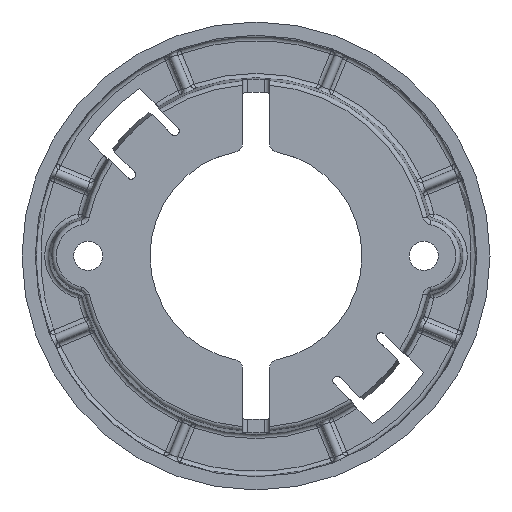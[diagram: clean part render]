
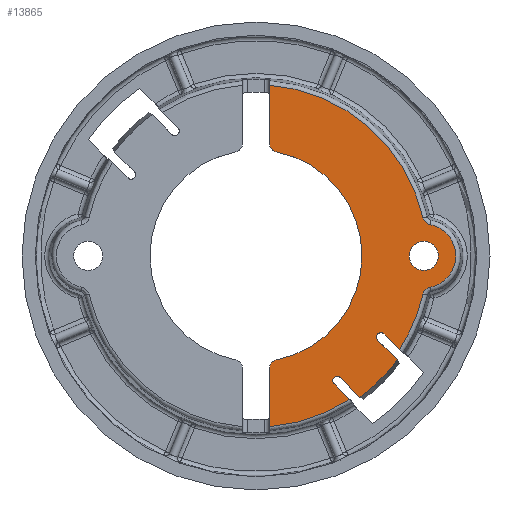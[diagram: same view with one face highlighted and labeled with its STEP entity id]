
A CAD part, top view. The second image highlights one B-rep face of the part: STEP entity #13865.
In plain terms, the highlighted planar face has unit normal (0, 0, 1).
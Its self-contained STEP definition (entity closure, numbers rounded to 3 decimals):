
#1214=CARTESIAN_POINT('',(19.,0.,0.));
#1215=DIRECTION('',(0.,0.,-1.));
#1216=DIRECTION('',(1.,0.,0.));
#1217=AXIS2_PLACEMENT_3D('',#1214,#1215,#1216);
#1222=CARTESIAN_POINT('',(19.,0.,0.));
#1223=DIRECTION('',(0.,0.,-1.));
#1224=DIRECTION('',(-1.,0.,0.));
#1225=AXIS2_PLACEMENT_3D('',#1222,#1223,#1224);
#1404=CARTESIAN_POINT('',(2.5,-12.757,0.));
#1405=DIRECTION('',(0.,0.,1.));
#1406=DIRECTION('',(-0.192,0.981,0.));
#1407=AXIS2_PLACEMENT_3D('',#1404,#1405,#1406);
#1412=CARTESIAN_POINT('',(0.,0.,0.));
#1413=DIRECTION('',(0.,0.,-1.));
#1414=DIRECTION('',(0.192,0.981,0.));
#1415=AXIS2_PLACEMENT_3D('',#1412,#1413,#1414);
#1420=CARTESIAN_POINT('',(2.5,12.757,0.));
#1421=DIRECTION('',(0.,0.,1.));
#1422=DIRECTION('',(-1.,0.,0.));
#1423=AXIS2_PLACEMENT_3D('',#1420,#1421,#1422);
#1428=DIRECTION('',(0.,-1.,0.));
#1429=VECTOR('',#1428,6.578);
#1430=CARTESIAN_POINT('',(1.5,19.336,0.));
#1431=LINE('',#1430,#1429);
#1435=CARTESIAN_POINT('',(0.,0.,0.));
#1436=DIRECTION('',(0.,0.,-1.));
#1437=DIRECTION('',(0.077,0.997,0.));
#1438=AXIS2_PLACEMENT_3D('',#1435,#1436,#1437);
#1443=CARTESIAN_POINT('',(18.907,4.317,
0.));
#1444=CARTESIAN_POINT('',(18.915,4.284,
0.));
#1445=CARTESIAN_POINT('',(18.934,4.217,0.));
#1446=CARTESIAN_POINT('',(18.973,4.12,
0.));
#1447=CARTESIAN_POINT('',(19.022,4.026,0.));
#1448=CARTESIAN_POINT('',(19.081,3.938,
0.));
#1449=CARTESIAN_POINT('',(19.148,3.858,
0.));
#1450=CARTESIAN_POINT('',(19.224,3.785,
0.));
#1451=CARTESIAN_POINT('',(19.306,3.72,
0.));
#1452=CARTESIAN_POINT('',(19.396,3.664,0.));
#1453=CARTESIAN_POINT('',(19.491,3.618,
0.));
#1454=CARTESIAN_POINT('',(19.59,3.582,0.));
#1455=CARTESIAN_POINT('',(19.657,3.566,
0.));
#1456=CARTESIAN_POINT('',(19.69,3.559,
0.));
#1461=CARTESIAN_POINT('',(19.,0.,0.));
#1462=DIRECTION('',(0.,0.,-1.));
#1463=DIRECTION('',(0.19,0.982,0.));
#1464=AXIS2_PLACEMENT_3D('',#1461,#1462,#1463);
#1469=CARTESIAN_POINT('',(19.69,-3.559,
0.));
#1470=CARTESIAN_POINT('',(19.657,-3.566,
0.));
#1471=CARTESIAN_POINT('',(19.59,-3.582,
0.));
#1472=CARTESIAN_POINT('',(19.491,-3.618,
0.));
#1473=CARTESIAN_POINT('',(19.396,-3.664,
0.));
#1474=CARTESIAN_POINT('',(19.306,-3.72,
0.));
#1475=CARTESIAN_POINT('',(19.224,-3.785,
0.));
#1476=CARTESIAN_POINT('',(19.148,-3.858,
0.));
#1477=CARTESIAN_POINT('',(19.081,-3.938,
0.));
#1478=CARTESIAN_POINT('',(19.022,-4.026,
0.));
#1479=CARTESIAN_POINT('',(18.973,-4.12,
0.));
#1480=CARTESIAN_POINT('',(18.934,-4.217,
0.));
#1481=CARTESIAN_POINT('',(18.915,-4.284,
0.));
#1482=CARTESIAN_POINT('',(18.907,-4.317,
0.));
#1487=CARTESIAN_POINT('',(0.,0.,0.));
#1488=DIRECTION('',(0.,0.,-1.));
#1489=DIRECTION('',(0.975,-0.223,0.));
#1490=AXIS2_PLACEMENT_3D('',#1487,#1488,#1489);
#1495=DIRECTION('',(0.707,-0.707,0.));
#1496=VECTOR('',#1495,2.477);
#1497=CARTESIAN_POINT('',(14.496,-8.839,0.));
#1498=LINE('',#1497,#1496);
#1502=CARTESIAN_POINT('',(14.142,-9.192,0.));
#1503=DIRECTION('',(0.,0.,1.));
#1504=DIRECTION('',(0.707,0.707,0.));
#1505=AXIS2_PLACEMENT_3D('',#1502,#1503,#1504);
#1510=DIRECTION('',(-0.707,0.707,0.));
#1511=VECTOR('',#1510,3.14);
#1512=CARTESIAN_POINT('',(16.009,-11.767,0.));
#1513=LINE('',#1512,#1511);
#1517=CARTESIAN_POINT('',(0.,0.,0.));
#1518=DIRECTION('',(0.,0.,1.));
#1519=DIRECTION('',(0.592,-0.806,0.));
#1520=AXIS2_PLACEMENT_3D('',#1517,#1518,#1519);
#1525=DIRECTION('',(0.707,-0.707,0.));
#1526=VECTOR('',#1525,3.14);
#1527=CARTESIAN_POINT('',(9.546,-13.789,0.));
#1528=LINE('',#1527,#1526);
#1532=CARTESIAN_POINT('',(9.192,-14.142,
0.));
#1533=DIRECTION('',(0.,0.,1.));
#1534=DIRECTION('',(0.707,0.707,0.));
#1535=AXIS2_PLACEMENT_3D('',#1532,#1533,#1534);
#1540=DIRECTION('',(-0.707,0.707,0.));
#1541=VECTOR('',#1540,2.477);
#1542=CARTESIAN_POINT('',(10.59,-16.247,0.));
#1543=LINE('',#1542,#1541);
#1547=CARTESIAN_POINT('',(0.,0.,0.));
#1548=DIRECTION('',(0.,0.,-1.));
#1549=DIRECTION('',(0.546,-0.838,0.));
#1550=AXIS2_PLACEMENT_3D('',#1547,#1548,#1549);
#1555=DIRECTION('',(0.,-1.,0.));
#1556=VECTOR('',#1555,6.578);
#1557=CARTESIAN_POINT('',(1.5,-12.757,0.));
#1558=LINE('',#1557,#1556);
#1690=CARTESIAN_POINT('',(1.5,-19.336,0.));
#1764=CARTESIAN_POINT('',(10.59,-16.247,0.));
#4418=CARTESIAN_POINT('',(16.009,-11.767,0.));
#4433=CARTESIAN_POINT('',(11.767,-16.009,0.));
#5292=CARTESIAN_POINT('',(16.247,-10.59,0.));
#10205=CARTESIAN_POINT('',(1.5,19.336,0.));
#12578=VERTEX_POINT('',#4418);
#12579=VERTEX_POINT('',#4433);
#12581=CARTESIAN_POINT('',(8.839,-14.496,0.));
#12583=VERTEX_POINT('',#12581);
#12585=CARTESIAN_POINT('',(9.546,-13.789,0.));
#12587=VERTEX_POINT('',#12585);
#12589=CARTESIAN_POINT('',(13.789,-9.546,0.));
#12591=VERTEX_POINT('',#12589);
#12593=CARTESIAN_POINT('',(14.496,-8.839,0.));
#12595=VERTEX_POINT('',#12593);
#12880=CARTESIAN_POINT('',(20.65,0.,0.));
#12881=CARTESIAN_POINT('',(17.35,0.,0.));
#12882=VERTEX_POINT('',#12880);
#12883=VERTEX_POINT('',#12881);
#12947=VERTEX_POINT('',#5292);
#12948=CARTESIAN_POINT('',(18.907,-4.317,0.));
#12949=VERTEX_POINT('',#12948);
#12953=VERTEX_POINT('',#1469);
#12956=CARTESIAN_POINT('',(19.69,3.559,
0.));
#12957=VERTEX_POINT('',#12956);
#12959=VERTEX_POINT('',#1443);
#12976=VERTEX_POINT('',#1764);
#12979=VERTEX_POINT('',#10205);
#12982=VERTEX_POINT('',#1690);
#13492=CARTESIAN_POINT('',(2.308,-11.776,0.));
#13493=CARTESIAN_POINT('',(1.5,-12.757,0.));
#13494=VERTEX_POINT('',#13492);
#13495=VERTEX_POINT('',#13493);
#13512=CARTESIAN_POINT('',(1.5,12.757,0.));
#13513=VERTEX_POINT('',#13512);
#13514=CARTESIAN_POINT('',(2.308,11.776,0.));
#13515=VERTEX_POINT('',#13514);
#13818=CARTESIAN_POINT('',(0.,0.,0.));
#13819=DIRECTION('',(0.,0.,1.));
#13820=DIRECTION('',(-1.,0.,0.));
#13821=AXIS2_PLACEMENT_3D('',#13818,#13819,#13820);
#13822=PLANE('',#13821);
#13824=ORIENTED_EDGE('',*,*,#13823,.F.);
#13826=ORIENTED_EDGE('',*,*,#13825,.F.);
#13828=ORIENTED_EDGE('',*,*,#13827,.F.);
#13830=ORIENTED_EDGE('',*,*,#13829,.F.);
#13832=ORIENTED_EDGE('',*,*,#13831,.T.);
#13834=ORIENTED_EDGE('',*,*,#13833,.T.);
#13836=ORIENTED_EDGE('',*,*,#13835,.T.);
#13838=ORIENTED_EDGE('',*,*,#13837,.T.);
#13840=ORIENTED_EDGE('',*,*,#13839,.T.);
#13842=ORIENTED_EDGE('',*,*,#13841,.F.);
#13844=ORIENTED_EDGE('',*,*,#13843,.T.);
#13846=ORIENTED_EDGE('',*,*,#13845,.F.);
#13848=ORIENTED_EDGE('',*,*,#13847,.F.);
#13850=ORIENTED_EDGE('',*,*,#13849,.F.);
#13852=ORIENTED_EDGE('',*,*,#13851,.T.);
#13854=ORIENTED_EDGE('',*,*,#13853,.F.);
#13856=ORIENTED_EDGE('',*,*,#13855,.T.);
#13858=ORIENTED_EDGE('',*,*,#13857,.F.);
#13859=EDGE_LOOP('',(#13824,#13826,#13828,#13830,#13832,#13834,#13836,#13838,
#13840,#13842,#13844,#13846,#13848,#13850,#13852,#13854,#13856,#13858));
#13860=FACE_OUTER_BOUND('',#13859,.F.);
#13861=ORIENTED_EDGE('',*,*,#13762,.F.);
#13862=ORIENTED_EDGE('',*,*,#13748,.F.);
#13863=EDGE_LOOP('',(#13861,#13862));
#13864=FACE_BOUND('',#13863,.F.);
#13865=ADVANCED_FACE('',(#13860,#13864),#13822,.T.);
#1218=CIRCLE('',#1217,1.65);
#1226=CIRCLE('',#1225,1.65);
#1408=CIRCLE('',#1407,1.);
#1416=CIRCLE('',#1415,12.);
#1424=CIRCLE('',#1423,1.);
#1439=CIRCLE('',#1438,19.394);
#1457=B_SPLINE_CURVE_WITH_KNOTS('',3,(#1443,#1444,#1445,#1446,#1447,#1448,#1449,
#1450,#1451,#1452,#1453,#1454,#1455,#1456),.UNSPECIFIED.,.F.,.F.,(4,1,1,1,1,1,1,
1,1,1,1,4),(0.,0.091,0.182,0.273,
0.364,0.455,0.545,0.636,
0.727,0.818,0.909,1.),.UNSPECIFIED.);
#1465=CIRCLE('',#1464,3.626);
#1483=B_SPLINE_CURVE_WITH_KNOTS('',3,(#1469,#1470,#1471,#1472,#1473,#1474,#1475,
#1476,#1477,#1478,#1479,#1480,#1481,#1482),.UNSPECIFIED.,.F.,.F.,(4,1,1,1,1,1,1,
1,1,1,1,4),(0.,0.091,0.182,0.273,
0.364,0.455,0.545,0.636,
0.727,0.818,0.909,1.),.UNSPECIFIED.);
#1491=CIRCLE('',#1490,19.394);
#1506=CIRCLE('',#1505,0.5);
#1521=CIRCLE('',#1520,19.868);
#1536=CIRCLE('',#1535,0.5);
#1551=CIRCLE('',#1550,19.394);
#13748=EDGE_CURVE('',#12883,#12882,#1226,.T.);
#13762=EDGE_CURVE('',#12882,#12883,#1218,.T.);
#13823=EDGE_CURVE('',#13494,#13495,#1408,.T.);
#13825=EDGE_CURVE('',#13515,#13494,#1416,.T.);
#13827=EDGE_CURVE('',#13513,#13515,#1424,.T.);
#13829=EDGE_CURVE('',#12979,#13513,#1431,.T.);
#13831=EDGE_CURVE('',#12979,#12959,#1439,.T.);
#13833=EDGE_CURVE('',#12959,#12957,#1457,.T.);
#13835=EDGE_CURVE('',#12957,#12953,#1465,.T.);
#13837=EDGE_CURVE('',#12953,#12949,#1483,.T.);
#13839=EDGE_CURVE('',#12949,#12947,#1491,.T.);
#13841=EDGE_CURVE('',#12595,#12947,#1498,.T.);
#13843=EDGE_CURVE('',#12595,#12591,#1506,.T.);
#13845=EDGE_CURVE('',#12578,#12591,#1513,.T.);
#13847=EDGE_CURVE('',#12579,#12578,#1521,.T.);
#13849=EDGE_CURVE('',#12587,#12579,#1528,.T.);
#13851=EDGE_CURVE('',#12587,#12583,#1536,.T.);
#13853=EDGE_CURVE('',#12976,#12583,#1543,.T.);
#13855=EDGE_CURVE('',#12976,#12982,#1551,.T.);
#13857=EDGE_CURVE('',#13495,#12982,#1558,.T.);
